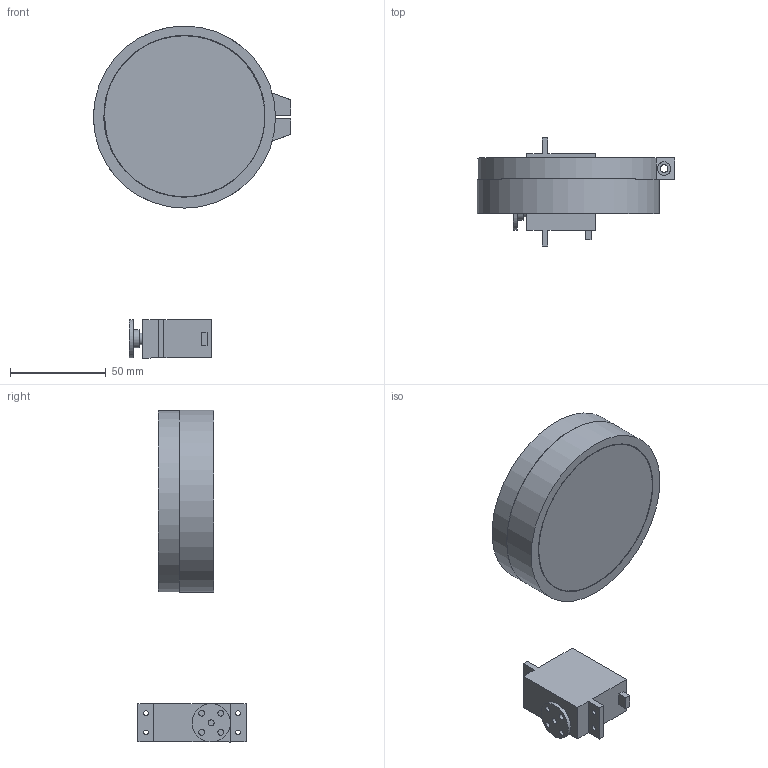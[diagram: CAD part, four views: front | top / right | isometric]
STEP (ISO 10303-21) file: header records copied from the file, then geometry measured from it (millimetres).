
FILE_DESCRIPTION(/* description */ ('','CAx-IF Rec.Pracs.---Representation and Presentation of Product Manufacturing Information (PMI)---4.0---2014-10-13'),/* implementation_level */ '2;1');
FILE_NAME(/* name */ 'FlatPanel - SpaceCat51 v10.step',/* time_stamp */ '2025-03-16T20:07:45Z',/* author */ (''),/* organization */ (''),/* preprocessor_version */ 'ST-DEVELOPER v20',/* originating_system */ 'Autodesk Translation Framework v13.20.0.188',/* authorisation */ '');
FILE_SCHEMA (('AP242_MANAGED_MODEL_BASED_3D_ENGINEERING_MIM_LF { 1 0 10303 442 1 1 4 }'));
Length unit declared in the file: millimetre
Products named in the file (4): FlatPanel - SpaceCat51; TelescopeBracket; ServoMockup; FlatPanelHousing
Assembly tree (3 placements, depth 2):
  FlatPanel - SpaceCat51
    TelescopeBracket
    ServoMockup
    FlatPanelHousing
Bounding box: 102.89 x 56.4 x 173.19 mm (x, y, z)
Volume: 151574.8 mm3; surface area: 83874.2 mm2
Topology: 8 solids, 8 shells, 91 faces, 201 edges, 134 vertices
Faces by surface type: plane 46, cylinder 41, bspline 4
Full cylindrical faces by diameter (mm): 2.5 x4, 3 x5, 4 x1, 6 x3, 7 x1, 9.5 x1, 20 x1, 80 x1, 83.127 x1, 83.526 x3, 84.85 x1, 85 x4, 85.214 x3, 89 x1, 95 x1
Entity records: 5279 total; most frequent: CARTESIAN_POINT 3117, DIRECTION 407, ORIENTED_EDGE 402, EDGE_CURVE 201, AXIS2_PLACEMENT_3D 152, VERTEX_POINT 134, EDGE_LOOP 123, LINE 103
